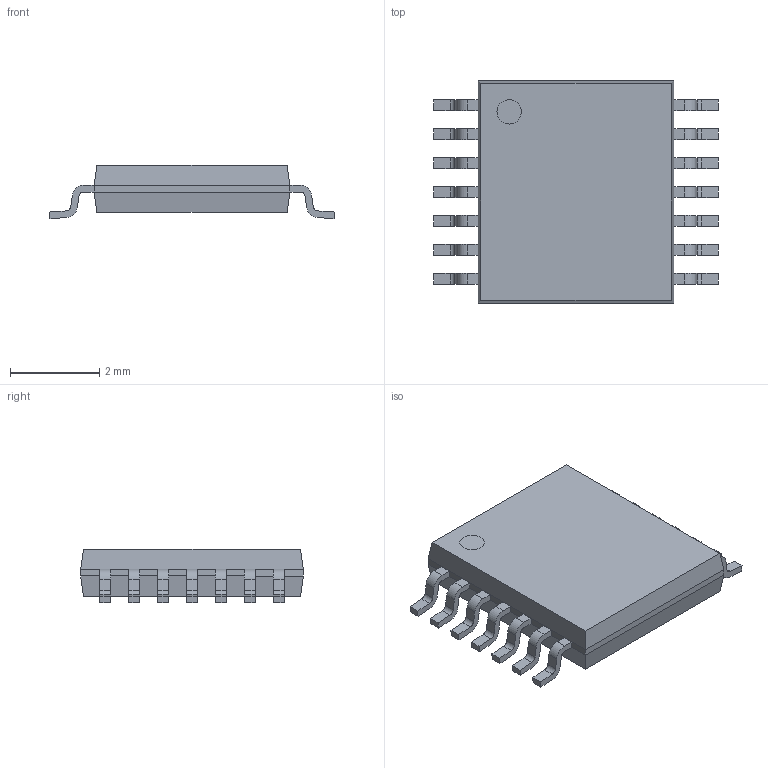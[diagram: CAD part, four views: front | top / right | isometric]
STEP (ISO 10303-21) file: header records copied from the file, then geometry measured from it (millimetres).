
FILE_DESCRIPTION(/* description */ (''),/* implementation_level */ '2;1');
FILE_NAME(/* name */ '14-TSSOP.step',/* time_stamp */ '2021-08-11T05:45:33+08:00',/* author */ (''),/* organization */ (''),/* preprocessor_version */ 'ST-DEVELOPER v18.1',/* originating_system */ 'Autodesk Translation Framework v10.9.0.1377',/* authorisation */ '');
FILE_SCHEMA (('AUTOMOTIVE_DESIGN { 1 0 10303 214 3 1 1 }'));
Length unit declared in the file: millimetre
Products named in the file (1): (Unsaved)
Bounding box: 6.4 x 5 x 1.2 mm (x, y, z)
Volume: 23.3 mm3; surface area: 78.3 mm2
Topology: 16 solids, 16 shells, 215 faces, 538 edges, 356 vertices
Faces by surface type: plane 157, cylinder 58
Full cylindrical faces by diameter (mm): 0.55 x2
Entity records: 6419 total; most frequent: CARTESIAN_POINT 1110, DIRECTION 1086, ORIENTED_EDGE 1076, EDGE_CURVE 538, LINE 422, VECTOR 422, VERTEX_POINT 356, AXIS2_PLACEMENT_3D 332
